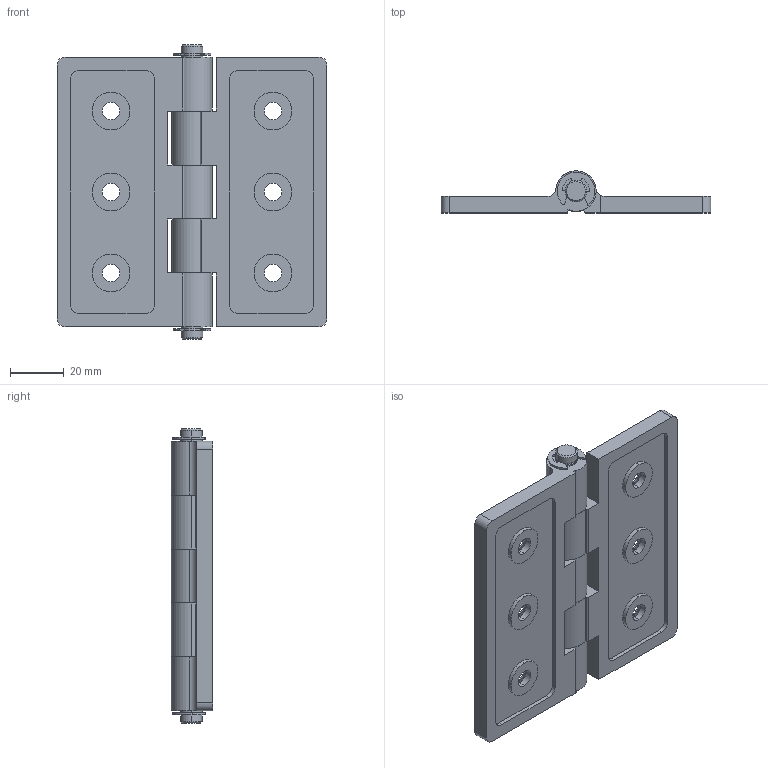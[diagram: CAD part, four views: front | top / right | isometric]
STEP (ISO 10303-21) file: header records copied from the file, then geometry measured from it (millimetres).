
FILE_DESCRIPTION (( 'STEP AP203' ), '1' );
FILE_NAME ('B-64-1.STEP', '2008-12-15T01:32:25', ( ' ' ), ( ' ' ), 'SwSTEP 2.0', 'SolidWorks 2007', '' );
FILE_SCHEMA (( 'CONFIG_CONTROL_DESIGN' ));
Length unit declared in the file: millimetre
Products named in the file (5): B-64-1僸儞僕B__棉太倌; B-64-1僸儞僕A__棉太倌; B-64-1; B-64-1僺儞__棉太倌; 兂7梡E宍巭傔椫_棉太倌
Assembly tree (5 placements, depth 2):
  B-64-1
    B-64-1僸儞僕A__棉太倌
    兂7梡E宍巭傔椫_棉太倌  x2
    B-64-1僺儞__棉太倌
    B-64-1僸儞僕B__棉太倌
Bounding box: 100 x 15.49 x 109 mm (x, y, z)
Volume: 60677.4 mm3; surface area: 32566.6 mm2
Topology: 5 solids, 5 shells, 194 faces, 488 edges, 316 vertices
Faces by surface type: cylinder 112, plane 66, cone 16
Entity records: 5740 total; most frequent: DIRECTION 989, CARTESIAN_POINT 878, ORIENTED_EDGE 850, EDGE_CURVE 425, AXIS2_PLACEMENT_3D 385, VERTEX_POINT 274, VECTOR 219, LINE 219
